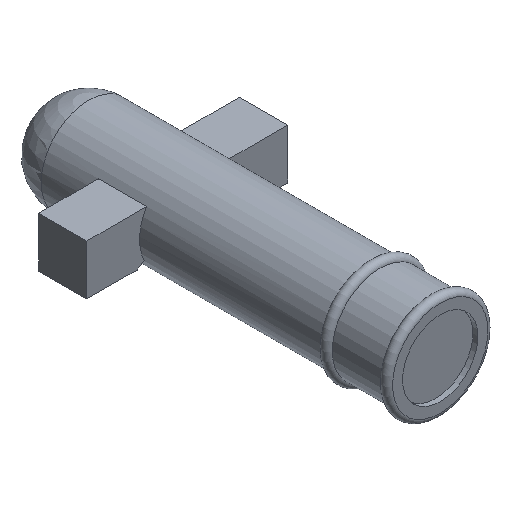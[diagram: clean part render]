
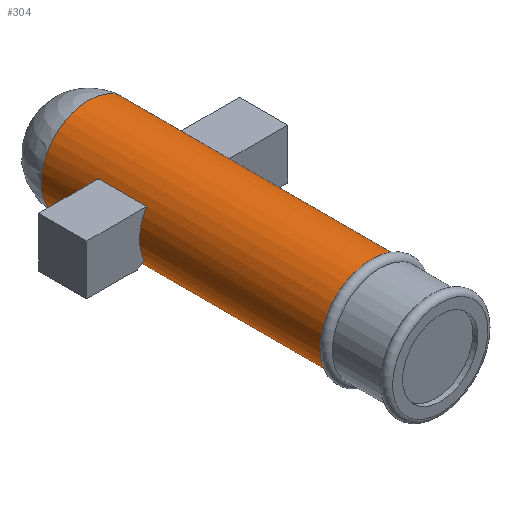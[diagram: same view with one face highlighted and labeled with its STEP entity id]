
A CAD part, isometric view. The second image highlights one B-rep face of the part: STEP entity #304.
In plain terms, the highlighted cylindrical face has radius 2.375 mm (diameter 4.75 mm), a full revolution.
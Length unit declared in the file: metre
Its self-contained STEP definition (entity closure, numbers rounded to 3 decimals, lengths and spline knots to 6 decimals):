
#31=LINE('',#491,#57);
#34=LINE('',#499,#60);
#36=LINE('',#503,#62);
#39=LINE('',#511,#65);
#57=VECTOR('',#397,1.);
#60=VECTOR('',#406,1.);
#62=VECTOR('',#410,1.);
#65=VECTOR('',#419,1.);
#138=ORIENTED_EDGE('',*,*,#190,.F.);
#139=ORIENTED_EDGE('',*,*,#189,.F.);
#140=ORIENTED_EDGE('',*,*,#188,.F.);
#141=ORIENTED_EDGE('',*,*,#186,.T.);
#142=ORIENTED_EDGE('',*,*,#184,.T.);
#143=ORIENTED_EDGE('',*,*,#182,.F.);
#144=ORIENTED_EDGE('',*,*,#180,.T.);
#145=ORIENTED_EDGE('',*,*,#178,.T.);
#146=ORIENTED_EDGE('',*,*,#176,.F.);
#147=ORIENTED_EDGE('',*,*,#174,.F.);
#174=EDGE_CURVE('',#208,#209,#223,.F.);
#176=EDGE_CURVE('',#209,#210,#31,.T.);
#178=EDGE_CURVE('',#211,#210,#224,.T.);
#180=EDGE_CURVE('',#208,#211,#34,.T.);
#182=EDGE_CURVE('',#212,#213,#36,.T.);
#184=EDGE_CURVE('',#214,#213,#225,.T.);
#186=EDGE_CURVE('',#215,#214,#39,.T.);
#188=EDGE_CURVE('',#215,#212,#226,.F.);
#189=EDGE_CURVE('',#216,#216,#227,.T.);
#190=EDGE_CURVE('',#217,#217,#228,.F.);
#208=VERTEX_POINT('',#486);
#209=VERTEX_POINT('',#488);
#210=VERTEX_POINT('',#492);
#211=VERTEX_POINT('',#496);
#212=VERTEX_POINT('',#502);
#213=VERTEX_POINT('',#504);
#214=VERTEX_POINT('',#508);
#215=VERTEX_POINT('',#512);
#216=VERTEX_POINT('',#518);
#217=VERTEX_POINT('',#521);
#223=CIRCLE('',#333,0.002375);
#224=CIRCLE('',#336,0.002375);
#225=CIRCLE('',#340,0.002375);
#226=CIRCLE('',#343,0.002375);
#227=CIRCLE('',#345,0.002375);
#228=CIRCLE('',#347,0.002375);
#247=EDGE_LOOP('',(#138));
#248=EDGE_LOOP('',(#139));
#249=EDGE_LOOP('',(#140,#141,#142,#143));
#250=EDGE_LOOP('',(#144,#145,#146,#147));
#275=FACE_BOUND('',#247,.T.);
#276=FACE_BOUND('',#248,.T.);
#277=FACE_BOUND('',#249,.T.);
#278=FACE_BOUND('',#250,.T.);
#287=CYLINDRICAL_SURFACE('',#346,0.002375);
#304=ADVANCED_FACE('',(#275,#276,#277,#278),#287,.T.);
#333=AXIS2_PLACEMENT_3D('',#487,#392,#393);
#336=AXIS2_PLACEMENT_3D('',#495,#401,#402);
#340=AXIS2_PLACEMENT_3D('',#507,#414,#415);
#343=AXIS2_PLACEMENT_3D('',#515,#423,#424);
#345=AXIS2_PLACEMENT_3D('',#517,#427,#428);
#346=AXIS2_PLACEMENT_3D('',#519,#429,#430);
#347=AXIS2_PLACEMENT_3D('',#520,#431,#432);
#392=DIRECTION('',(0.,-1.,0.));
#393=DIRECTION('',(0.,0.,-1.));
#397=DIRECTION('',(0.,1.,0.));
#401=DIRECTION('',(0.,1.,0.));
#402=DIRECTION('',(0.,0.,1.));
#406=DIRECTION('',(0.,1.,0.));
#410=DIRECTION('',(0.,1.,0.));
#414=DIRECTION('',(0.,1.,0.));
#415=DIRECTION('',(0.,0.,1.));
#419=DIRECTION('',(0.,1.,0.));
#423=DIRECTION('',(0.,-1.,0.));
#424=DIRECTION('',(0.,0.,-1.));
#427=DIRECTION('',(0.,1.,0.));
#428=DIRECTION('',(0.,0.,1.));
#429=DIRECTION('',(0.,1.,0.));
#430=DIRECTION('',(0.,0.,1.));
#431=DIRECTION('',(0.,1.,0.));
#432=DIRECTION('',(0.,0.,1.));
#486=CARTESIAN_POINT('',(0.012524,-0.024813,0.02721));
#487=CARTESIAN_POINT('',(0.014659,-0.024813,0.02825));
#488=CARTESIAN_POINT('',(0.01264,-0.024813,0.0295));
#491=CARTESIAN_POINT('',(0.01264,-0.024814,0.0295));
#492=CARTESIAN_POINT('',(0.01264,-0.022413,0.0295));
#495=CARTESIAN_POINT('',(0.014659,-0.022413,0.02825));
#496=CARTESIAN_POINT('',(0.012524,-0.022413,0.02721));
#499=CARTESIAN_POINT('',(0.012524,-0.024814,0.02721));
#502=CARTESIAN_POINT('',(0.016794,-0.024813,0.02721));
#503=CARTESIAN_POINT('',(0.016794,-0.024814,0.02721));
#504=CARTESIAN_POINT('',(0.016794,-0.022413,0.02721));
#507=CARTESIAN_POINT('',(0.014659,-0.022413,0.02825));
#508=CARTESIAN_POINT('',(0.016678,-0.022413,0.0295));
#511=CARTESIAN_POINT('',(0.016678,-0.024814,0.0295));
#512=CARTESIAN_POINT('',(0.016678,-0.024813,0.0295));
#515=CARTESIAN_POINT('',(0.014659,-0.024813,0.02825));
#517=CARTESIAN_POINT('',(0.014659,-0.019913,0.02825));
#518=CARTESIAN_POINT('',(0.014659,-0.019913,0.030625));
#519=CARTESIAN_POINT('',(0.014659,-0.037413,0.02825));
#520=CARTESIAN_POINT('',(0.014659,-0.033913,0.02825));
#521=CARTESIAN_POINT('',(0.014659,-0.033913,0.030625));
